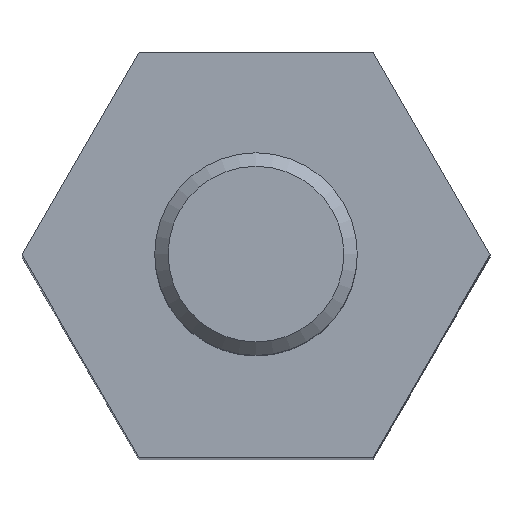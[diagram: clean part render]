
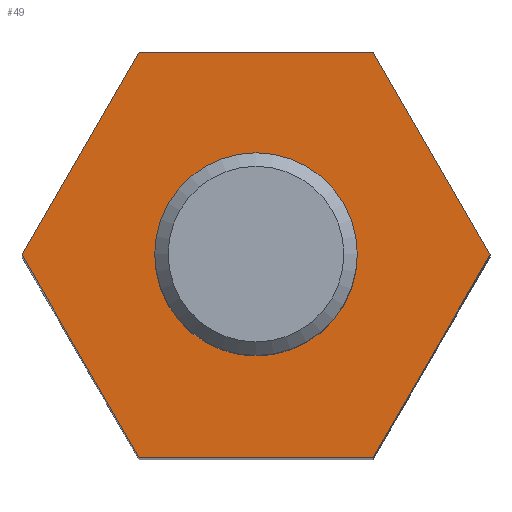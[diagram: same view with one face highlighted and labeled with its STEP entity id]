
A CAD part, top view. The second image highlights one B-rep face of the part: STEP entity #49.
In plain terms, the highlighted planar face has unit normal (0, 0, 1).
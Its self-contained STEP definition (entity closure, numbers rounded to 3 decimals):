
#49 = ADVANCED_FACE( '', ( #116, #117 ), #118, .T. );
#116 = FACE_BOUND( '', #210, .T. );
#117 = FACE_OUTER_BOUND( '', #211, .T. );
#118 = PLANE( '', #212 );
#210 = EDGE_LOOP( '', ( #298 ) );
#211 = EDGE_LOOP( '', ( #299, #300, #301, #302, #303, #304 ) );
#212 = AXIS2_PLACEMENT_3D( '', #305, #306, #307 );
#298 = ORIENTED_EDGE( '', *, *, #481, .T. );
#299 = ORIENTED_EDGE( '', *, *, #482, .T. );
#300 = ORIENTED_EDGE( '', *, *, #483, .T. );
#301 = ORIENTED_EDGE( '', *, *, #484, .T. );
#302 = ORIENTED_EDGE( '', *, *, #485, .T. );
#303 = ORIENTED_EDGE( '', *, *, #486, .T. );
#304 = ORIENTED_EDGE( '', *, *, #487, .T. );
#305 = CARTESIAN_POINT( '', ( 0., 0., 20. ) );
#306 = DIRECTION( '', ( 0., 0., 1. ) );
#307 = DIRECTION( '', ( 1., 0., 0. ) );
#481 = EDGE_CURVE( '', #548, #548, #549, .F. );
#482 = EDGE_CURVE( '', #550, #551, #552, .T. );
#483 = EDGE_CURVE( '', #551, #553, #554, .T. );
#484 = EDGE_CURVE( '', #553, #555, #556, .T. );
#485 = EDGE_CURVE( '', #555, #557, #558, .T. );
#486 = EDGE_CURVE( '', #557, #559, #560, .T. );
#487 = EDGE_CURVE( '', #559, #550, #561, .T. );
#548 = VERTEX_POINT( '', #643 );
#549 = CIRCLE( '', #644, 1.267 );
#550 = VERTEX_POINT( '', #645 );
#551 = VERTEX_POINT( '', #646 );
#552 = LINE( '', #647, #648 );
#553 = VERTEX_POINT( '', #649 );
#554 = LINE( '', #650, #651 );
#555 = VERTEX_POINT( '', #652 );
#556 = LINE( '', #653, #654 );
#557 = VERTEX_POINT( '', #655 );
#558 = LINE( '', #656, #657 );
#559 = VERTEX_POINT( '', #658 );
#560 = LINE( '', #659, #660 );
#561 = LINE( '', #661, #662 );
#643 = CARTESIAN_POINT( '', ( 1.267, 0., 20. ) );
#644 = AXIS2_PLACEMENT_3D( '', #825, #826, #827 );
#645 = CARTESIAN_POINT( '', ( 1.732, 3., 20. ) );
#646 = CARTESIAN_POINT( '', ( -1.732, 3., 20. ) );
#647 = CARTESIAN_POINT( '', ( 1.732, 3., 20. ) );
#648 = VECTOR( '', #828, 1000. );
#649 = CARTESIAN_POINT( '', ( -3.464, 0., 20. ) );
#650 = CARTESIAN_POINT( '', ( -1.732, 3., 20. ) );
#651 = VECTOR( '', #829, 1000. );
#652 = CARTESIAN_POINT( '', ( -1.732, -3., 20. ) );
#653 = CARTESIAN_POINT( '', ( -3.464, 0., 20. ) );
#654 = VECTOR( '', #830, 1000. );
#655 = CARTESIAN_POINT( '', ( 1.732, -3., 20. ) );
#656 = CARTESIAN_POINT( '', ( -1.732, -3., 20. ) );
#657 = VECTOR( '', #831, 1000. );
#658 = CARTESIAN_POINT( '', ( 3.464, 0., 20. ) );
#659 = CARTESIAN_POINT( '', ( 1.732, -3., 20. ) );
#660 = VECTOR( '', #832, 1000. );
#661 = CARTESIAN_POINT( '', ( 3.464, 0., 20. ) );
#662 = VECTOR( '', #833, 1000. );
#825 = CARTESIAN_POINT( '', ( 0., 0., 20. ) );
#826 = DIRECTION( '', ( 0., 0., 1. ) );
#827 = DIRECTION( '', ( 1., 0., 0. ) );
#828 = DIRECTION( '', ( -1., 0., 0. ) );
#829 = DIRECTION( '', ( -0.5, -0.866, 0. ) );
#830 = DIRECTION( '', ( 0.5, -0.866, 0. ) );
#831 = DIRECTION( '', ( 1., 0., 0. ) );
#832 = DIRECTION( '', ( 0.5, 0.866, 0. ) );
#833 = DIRECTION( '', ( -0.5, 0.866, 0. ) );
